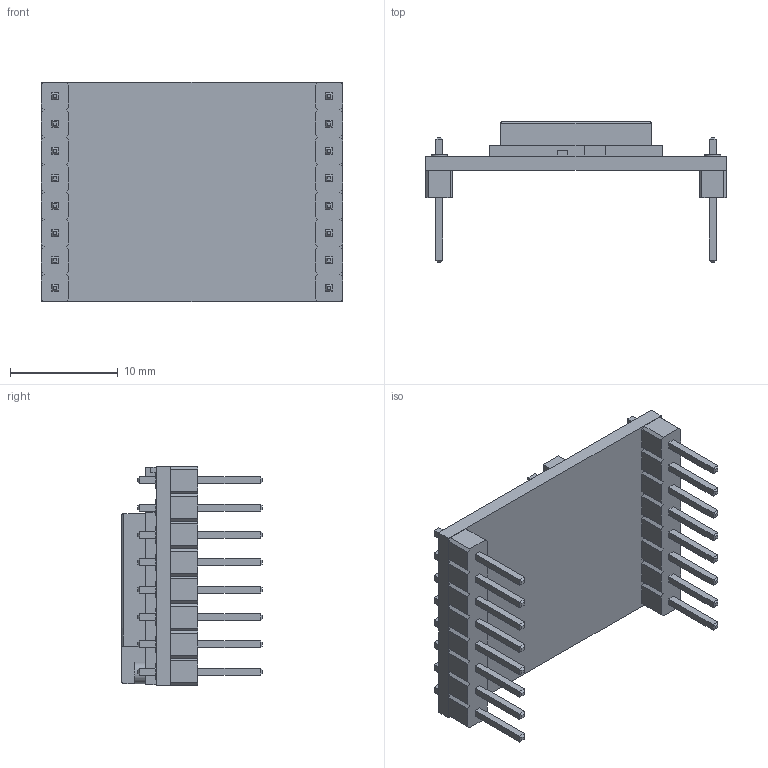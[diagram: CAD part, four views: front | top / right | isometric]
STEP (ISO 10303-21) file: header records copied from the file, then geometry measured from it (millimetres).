
FILE_DESCRIPTION (( 'STEP AP214' ), '1' );
FILE_NAME ('lora-ra-02-ai-thinker.STEP', '2024-07-12T12:29:42', ( '' ), ( '' ), 'SwSTEP 2.0', 'SolidWorks 2021', '' );
FILE_SCHEMA (( 'AUTOMOTIVE_DESIGN' ));
Length unit declared in the file: inch
Products named in the file (3): lora-ra-02-ai-thinker; PinHeader_1x08_P2.54mm_Vertical.step
Assembly tree (3 placements, depth 2):
  lora-ra-02-ai-thinker
    lora-ra-02-ai-thinker
    PinHeader_1x08_P2.54mm_Vertical.step  x2
Bounding box: 27.94 x 13.04 x 20.4 mm (x, y, z)
Volume: 1758.8 mm3; surface area: 2339.6 mm2
Topology: 3 solids, 3 shells, 558 faces, 1315 edges, 833 vertices
Faces by surface type: plane 454, cylinder 104
Entity records: 11581 total; most frequent: DIRECTION 1780, CARTESIAN_POINT 1763, ORIENTED_EDGE 1690, EDGE_CURVE 845, LINE 640, VECTOR 640, AXIS2_PLACEMENT_3D 570, VERTEX_POINT 541
